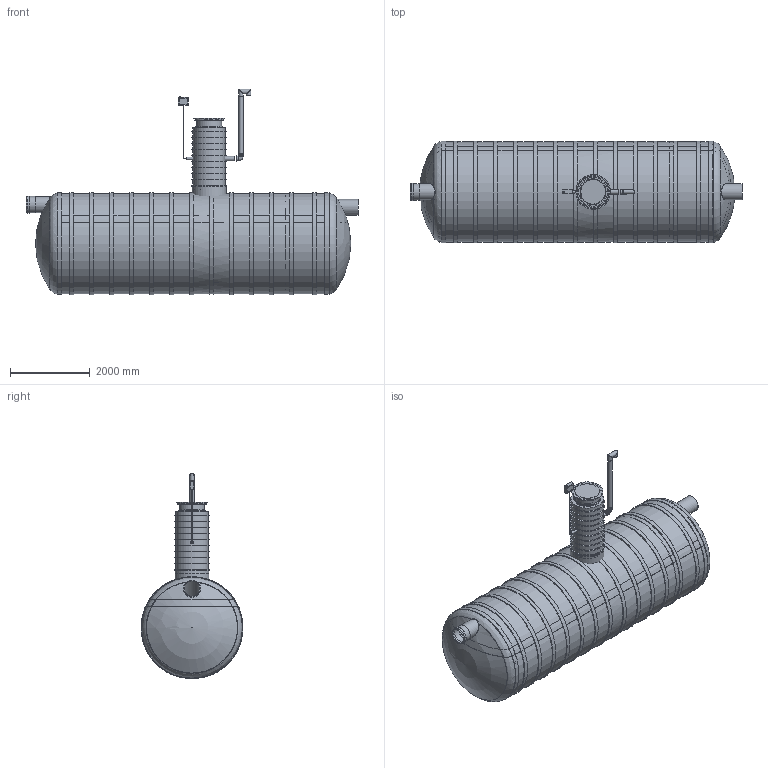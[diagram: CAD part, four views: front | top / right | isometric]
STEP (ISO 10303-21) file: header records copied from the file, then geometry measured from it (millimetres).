
FILE_DESCRIPTION(/* description */ ('Unknown'),/* implementation_level */ '2;1');
FILE_NAME(/* name */ 'EQ 1.klassi õlieraldaja NS125 ilma liivata',/* time_stamp */ '2023-04-13T13:35:10+03:00',/* author */ ('Unknown'),/* organization */ ('Unknown'),/* preprocessor_version */ 'ST-DEVELOPER v18.1',/* originating_system */ 'Solid Edge',/* authorisation */ 'Unknown');
FILE_SCHEMA (('AUTOMOTIVE_DESIGN {1 0 10303 214 3 1 1}'));
Length unit declared in the file: millimetre
Products named in the file (48): EQ 1.klassi eraldaja NS125 ilma liivata; EQ NS125 eraldaja_kestakoost ilma liivata 17.03.23; eraldaja NS125_silinder ilma liivata 17.03.23; 1.klassi õlieraldaja NS150.101 KP ots2 2500_11.07.11; NS150.102 KP ots1 2500_11.07.11; NS150.113 väljund D400_11.07.11; 1.klass NS150.115 sisend D400_11.07.11; P48019.200 NS150 filtrikastikoost; 2652 vahesein2; P48019.201 pohjaplaat filtrikastile; Raam kahele filtriplokile 2631.000_var2; 2631.001_var2; 2631.002_var2; Polt_M6x20HK; Mutter M6 a2_NY; Filter HD Q-PAC; P48019.202 kylgsein filtrikastile; 2652.203 otsaplaat filtrikastile; 2652.204 tugi filtrikastile; PVC_polv_400; NS150.114 väljundi_pikk D400 _11.07.11; PVC Kaksikmuhv d400; D800 KP silinder 9.12.19; RoundTubing 25x2.3_oa_0; Malmluuk_D600_(Ginmika); Malmluugi_korpus_D600_(Ginmika); Malmluugi_kaan_D600_(Ginmika); 2703.001; 2697.001 tihend teeninduskaevule 670_var2; elektrikarp loikefotole; Tihend teeninduskaevule 800; Ujuk_oa_1; Olieraldustoru 40142; 40142 toru D200; keermelattM8x200; Mutter M8RVNY; Seib 8 RV; Ujuk_oa_2; NS125 õlimaht ilma liivata 17.03.23; Ujuk_oa_3 ...
Assembly tree (85 placements, depth 5):
  EQ 1.klassi eraldaja NS125 ilma liivata
    EQ NS125 eraldaja_kestakoost ilma liivata 17.03.23
      eraldaja NS125_silinder ilma liivata 17.03.23
      1.klassi õlieraldaja NS150.101 KP ots2 2500_11.07.11
      NS150.102 KP ots1 2500_11.07.11
      NS150.113 väljund D400_11.07.11
      1.klass NS150.115 sisend D400_11.07.11
      P48019.200 NS150 filtrikastikoost
        2652 vahesein2
        P48019.201 pohjaplaat filtrikastile
        Raam kahele filtriplokile 2631.000_var2  x30
          2631.001_var2
          2631.002_var2
          Polt_M6x20HK
          Mutter M6 a2_NY
          Filter HD Q-PAC
        P48019.202 kylgsein filtrikastile  x2
        2652.203 otsaplaat filtrikastile  x2
        2652.204 tugi filtrikastile  x2
      PVC_polv_400  x2
      NS150.114 väljundi_pikk D400 _11.07.11
      PVC Kaksikmuhv d400
      D800 KP silinder 9.12.19
    RoundTubing 25x2.3_oa_0
    Malmluuk_D600_(Ginmika)
      Malmluugi_korpus_D600_(Ginmika)
      Malmluugi_kaan_D600_(Ginmika)
    2703.001
    2697.001 tihend teeninduskaevule 670_var2
    elektrikarp loikefotole
    Tihend teeninduskaevule 800
    Ujuk_oa_1
    Olieraldustoru 40142
      40142 toru D200
      keermelattM8x200
      Mutter M8RVNY  x2
      Seib 8 RV  x2
    Ujuk_oa_2
    NS125 õlimaht ilma liivata 17.03.23
    Ujuk_oa_3
    D800 uus rotost teeninduskaev_lisaga 40140
    efektiivne maht NS125 ilma liivata
    RoundTubing 110x6.6_oa_4
    RoundTubing 63x4.7_oa_5
    PE_vent_malm_L=1500
      PVC_polv_110
      PE venttoru DN100 L=1500
      Rotoventiots
Bounding box: 8340 x 2562 x 5156.9 mm (x, y, z)
Volume: 34000278002 mm3; surface area: 361989518.6 mm2
Topology: 284 solids, 284 shells, 5375 faces, 12300 edges, 7610 vertices
Faces by surface type: plane 4029, cylinder 1221, cone 77, torus 31, sphere 9, bspline 8
Full cylindrical faces by diameter (mm): 4.917 x60, 6 x61, 6.8 x2, 7 x120, 8 x91, 8.4 x2, 8.5 x3, 9 x4, 10 x122, 16 x2, 20 x1, 20.4 x1, 25 x1, 53.6 x1, 63 x1, 96.8 x1, 100 x2, 103.2 x3, 105 x1, 110 x9, 120 x2, 130 x2, 190.4 x1, 200 x1, 387.6 x3, 390 x5, 400 x13, 410 x2, 411.6 x2, 420 x3
Entity records: 17338 total; most frequent: CARTESIAN_POINT 3613, DIRECTION 2776, ORIENTED_EDGE 1896, AXIS2_PLACEMENT_3D 1177, EDGE_LOOP 1058, FACE_BOUND 1058, EDGE_CURVE 948, VERTEX_POINT 740
